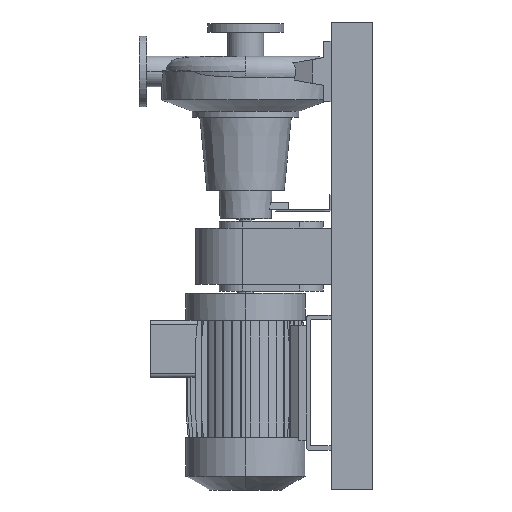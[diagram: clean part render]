
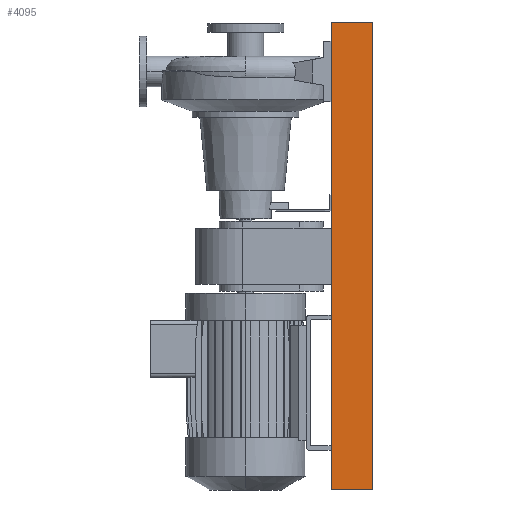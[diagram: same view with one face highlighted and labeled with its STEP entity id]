
A CAD part, left-side view. The second image highlights one B-rep face of the part: STEP entity #4095.
In plain terms, the highlighted planar face has unit normal (-1, 0, 0).
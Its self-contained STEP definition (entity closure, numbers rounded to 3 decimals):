
#481 = VERTEX_POINT ( 'NONE', #20990 ) ;
#1121 = LINE ( 'NONE', #16270, #21477 ) ;
#3092 = CARTESIAN_POINT ( 'NONE',  ( -200., -55., -615. ) ) ;
#4095 = ADVANCED_FACE ( 'NONE', ( #19006 ), #10803, .T. ) ;
#5011 = LINE ( 'NONE', #14997, #14868 ) ;
#5695 = EDGE_CURVE ( 'NONE', #6810, #481, #5011, .T. ) ;
#6722 = LINE ( 'NONE', #3092, #11753 ) ;
#6767 = DIRECTION ( 'NONE',  ( 0., 0., 1. ) ) ;
#6810 = VERTEX_POINT ( 'NONE', #21678 ) ;
#7388 = CARTESIAN_POINT ( 'NONE',  ( -200., -55., -615. ) ) ;
#7689 = EDGE_CURVE ( 'NONE', #6810, #11013, #6722, .T. ) ;
#8399 = ORIENTED_EDGE ( 'NONE', *, *, #5695, .F. ) ;
#9370 = DIRECTION ( 'NONE',  ( 0., 0., 1. ) ) ;
#9377 = VERTEX_POINT ( 'NONE', #13627 ) ;
#10113 = CARTESIAN_POINT ( 'NONE',  ( -200., -55., -615. ) ) ;
#10803 = PLANE ( 'NONE',  #17610 ) ;
#11013 = VERTEX_POINT ( 'NONE', #10113 ) ;
#11712 = ORIENTED_EDGE ( 'NONE', *, *, #7689, .T. ) ;
#11753 = VECTOR ( 'NONE', #16361, 1000. ) ;
#11982 = ORIENTED_EDGE ( 'NONE', *, *, #20551, .T. ) ;
#12586 = ORIENTED_EDGE ( 'NONE', *, *, #14843, .F. ) ;
#12655 = DIRECTION ( 'NONE',  ( -1., 0., 0. ) ) ;
#13131 = DIRECTION ( 'NONE',  ( 0., 0., 1. ) ) ;
#13555 = CARTESIAN_POINT ( 'NONE',  ( -200., -55., -615. ) ) ;
#13627 = CARTESIAN_POINT ( 'NONE',  ( -200., -55., 615. ) ) ;
#14768 = LINE ( 'NONE', #13555, #19902 ) ;
#14843 = EDGE_CURVE ( 'NONE', #481, #9377, #1121, .T. ) ;
#14868 = VECTOR ( 'NONE', #13131, 1000. ) ;
#14997 = CARTESIAN_POINT ( 'NONE',  ( -200., 55., -615. ) ) ;
#15716 = EDGE_LOOP ( 'NONE', ( #12586, #8399, #11712, #11982 ) ) ;
#16270 = CARTESIAN_POINT ( 'NONE',  ( -200., -55., 615. ) ) ;
#16361 = DIRECTION ( 'NONE',  ( 0., -1., 0. ) ) ;
#17610 = AXIS2_PLACEMENT_3D ( 'NONE', #7388, #12655, #9370 ) ;
#19006 = FACE_OUTER_BOUND ( 'NONE', #15716, .T. ) ;
#19902 = VECTOR ( 'NONE', #6767, 1000. ) ;
#20551 = EDGE_CURVE ( 'NONE', #11013, #9377, #14768, .T. ) ;
#20990 = CARTESIAN_POINT ( 'NONE',  ( -200., 55., 615. ) ) ;
#21082 = DIRECTION ( 'NONE',  ( 0., -1., 0. ) ) ;
#21477 = VECTOR ( 'NONE', #21082, 1000. ) ;
#21678 = CARTESIAN_POINT ( 'NONE',  ( -200., 55., -615. ) ) ;
